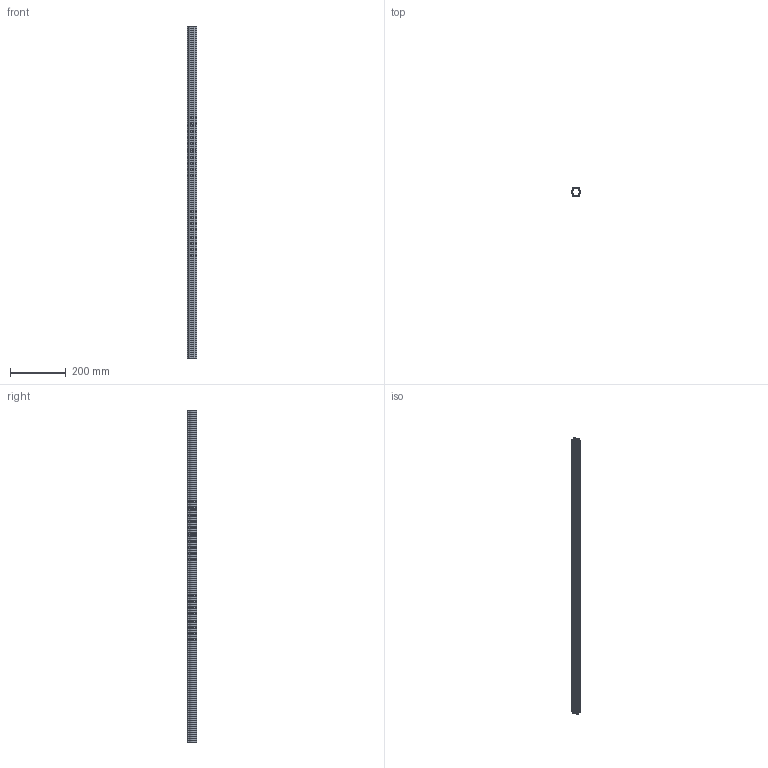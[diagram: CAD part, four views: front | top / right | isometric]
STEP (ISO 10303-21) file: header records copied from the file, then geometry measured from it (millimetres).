
FILE_DESCRIPTION (( 'STEP AP203' ), '1' );
FILE_NAME ('REV-21-6520.STEP', '2025-10-14T16:37:59', ( '' ), ( '' ), 'SwSTEP 2.0', 'SolidWorks 2022', '' );
FILE_SCHEMA (( 'CONFIG_CONTROL_DESIGN' ));
Length unit declared in the file: millimetre
Products named in the file (1): REV-21-6520
Bounding box: 34.91 x 32.55 x 1193.8 mm (x, y, z)
Volume: 210032.6 mm3; surface area: 272439.5 mm2
Topology: 1 solids, 1 shells, 96 faces, 282 edges, 188 vertices
Faces by surface type: cylinder 94, plane 2
Entity records: 3395 total; most frequent: DIRECTION 664, CARTESIAN_POINT 567, ORIENTED_EDGE 564, AXIS2_PLACEMENT_3D 285, EDGE_CURVE 282, VERTEX_POINT 188, CIRCLE 188, EDGE_LOOP 98
